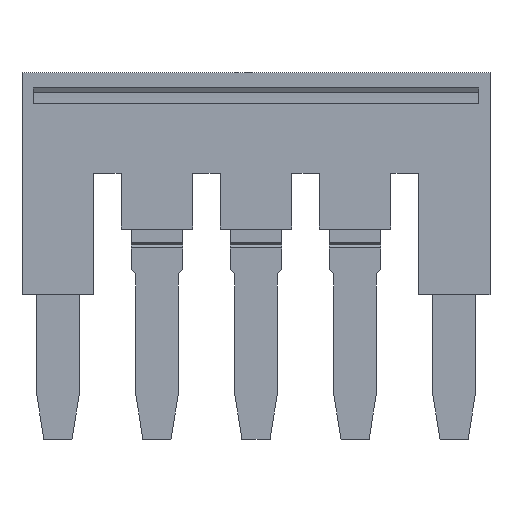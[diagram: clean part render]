
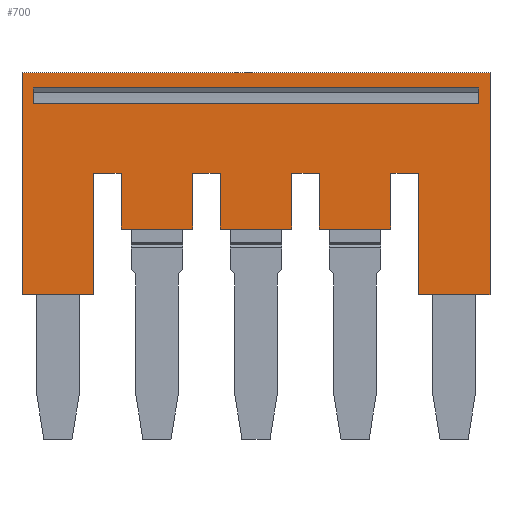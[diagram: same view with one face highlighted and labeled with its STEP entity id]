
A CAD part, front view. The second image highlights one B-rep face of the part: STEP entity #700.
In plain terms, the highlighted face is planar.
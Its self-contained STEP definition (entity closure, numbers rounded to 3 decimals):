
#100=CARTESIAN_POINT('',(5.607,-18.775,43.81));
#101=VERTEX_POINT('',#100);
#102=CARTESIAN_POINT('',(5.607,-15.275,43.81));
#103=VERTEX_POINT('',#102);
#104=CARTESIAN_POINT('',(5.607,-18.775,43.81));
#105=DIRECTION('',(0.,1.,0.));
#106=VECTOR('',#105,3.5);
#107=LINE('',#104,#106);
#108=EDGE_CURVE('',#101,#103,#107,.T.);
#174=CARTESIAN_POINT('',(5.607,-22.875,60.71));
#175=VERTEX_POINT('',#174);
#192=CARTESIAN_POINT('',(5.607,-22.875,56.21));
#193=VERTEX_POINT('',#192);
#200=CARTESIAN_POINT('',(5.607,-22.875,56.21));
#201=DIRECTION('',(0.,0.,1.));
#202=VECTOR('',#201,4.5);
#203=LINE('',#200,#202);
#204=EDGE_CURVE('',#193,#175,#203,.T.);
#261=CARTESIAN_POINT('',(5.607,-9.941,60.01));
#262=VERTEX_POINT('',#261);
#263=CARTESIAN_POINT('',(5.607,-10.939,60.01));
#264=VERTEX_POINT('',#263);
#265=CARTESIAN_POINT('',(5.607,-9.941,60.01));
#266=DIRECTION('',(0.,-1.,0.));
#267=VECTOR('',#266,0.998);
#268=LINE('',#265,#267);
#269=EDGE_CURVE('',#262,#264,#268,.T.);
#420=CARTESIAN_POINT('',(5.607,-15.275,54.51));
#421=VERTEX_POINT('',#420);
#430=CARTESIAN_POINT('',(5.607,-15.275,56.21));
#431=VERTEX_POINT('',#430);
#432=CARTESIAN_POINT('',(5.607,-15.275,56.21));
#433=DIRECTION('',(0.,0.,-1.));
#434=VECTOR('',#433,1.7);
#435=LINE('',#432,#434);
#436=EDGE_CURVE('',#431,#421,#435,.T.);
#535=CARTESIAN_POINT('',(5.607,-7.033,33.72));
#536=DIRECTION('',(-1.,-0.,-0.));
#537=DIRECTION('',(-0.,-1.,0.));
#538=AXIS2_PLACEMENT_3D('',#535,#536,#537);
#539=PLANE('',#538);
#540=CARTESIAN_POINT('',(5.607,-8.975,31.41));
#541=VERTEX_POINT('',#540);
#542=CARTESIAN_POINT('',(5.607,-8.975,60.71));
#543=VERTEX_POINT('',#542);
#544=CARTESIAN_POINT('',(5.607,-8.975,31.41));
#545=DIRECTION('',(-0.,0.,1.));
#546=VECTOR('',#545,29.3);
#547=LINE('',#544,#546);
#548=EDGE_CURVE('',#541,#543,#547,.T.);
#549=ORIENTED_EDGE('',*,*,#548,.T.);
#550=CARTESIAN_POINT('',(5.607,-22.875,60.71));
#551=DIRECTION('',(0.,1.,0.));
#552=VECTOR('',#551,13.9);
#553=LINE('',#550,#552);
#554=EDGE_CURVE('',#175,#543,#553,.T.);
#555=ORIENTED_EDGE('',*,*,#554,.F.);
#556=ORIENTED_EDGE('',*,*,#204,.F.);
#557=CARTESIAN_POINT('',(5.607,-22.875,56.21));
#558=DIRECTION('',(0.,1.,0.));
#559=VECTOR('',#558,7.6);
#560=LINE('',#557,#559);
#561=EDGE_CURVE('',#193,#431,#560,.T.);
#562=ORIENTED_EDGE('',*,*,#561,.T.);
#563=ORIENTED_EDGE('',*,*,#436,.T.);
#564=CARTESIAN_POINT('',(5.607,-18.775,54.51));
#565=VERTEX_POINT('',#564);
#566=CARTESIAN_POINT('',(5.607,-18.775,54.51));
#567=DIRECTION('',(0.,1.,0.));
#568=VECTOR('',#567,3.5);
#569=LINE('',#566,#568);
#570=EDGE_CURVE('',#565,#421,#569,.T.);
#571=ORIENTED_EDGE('',*,*,#570,.F.);
#572=CARTESIAN_POINT('',(5.607,-18.775,50.01));
#573=VERTEX_POINT('',#572);
#574=CARTESIAN_POINT('',(5.607,-18.775,50.01));
#575=DIRECTION('',(0.,0.,1.));
#576=VECTOR('',#575,4.5);
#577=LINE('',#574,#576);
#578=EDGE_CURVE('',#573,#565,#577,.T.);
#579=ORIENTED_EDGE('',*,*,#578,.F.);
#580=CARTESIAN_POINT('',(5.607,-15.275,50.01));
#581=VERTEX_POINT('',#580);
#582=CARTESIAN_POINT('',(5.607,-15.275,50.01));
#583=DIRECTION('',(0.,-1.,0.));
#584=VECTOR('',#583,3.5);
#585=LINE('',#582,#584);
#586=EDGE_CURVE('',#581,#573,#585,.T.);
#587=ORIENTED_EDGE('',*,*,#586,.F.);
#588=CARTESIAN_POINT('',(5.607,-15.275,48.31));
#589=VERTEX_POINT('',#588);
#590=CARTESIAN_POINT('',(5.607,-15.275,50.01));
#591=DIRECTION('',(0.,0.,-1.));
#592=VECTOR('',#591,1.7);
#593=LINE('',#590,#592);
#594=EDGE_CURVE('',#581,#589,#593,.T.);
#595=ORIENTED_EDGE('',*,*,#594,.T.);
#596=CARTESIAN_POINT('',(5.607,-18.775,48.31));
#597=VERTEX_POINT('',#596);
#598=CARTESIAN_POINT('',(5.607,-15.275,48.31));
#599=DIRECTION('',(0.,-1.,0.));
#600=VECTOR('',#599,3.5);
#601=LINE('',#598,#600);
#602=EDGE_CURVE('',#589,#597,#601,.T.);
#603=ORIENTED_EDGE('',*,*,#602,.T.);
#604=CARTESIAN_POINT('',(5.607,-18.775,43.81));
#605=DIRECTION('',(0.,0.,1.));
#606=VECTOR('',#605,4.5);
#607=LINE('',#604,#606);
#608=EDGE_CURVE('',#101,#597,#607,.T.);
#609=ORIENTED_EDGE('',*,*,#608,.F.);
#610=ORIENTED_EDGE('',*,*,#108,.T.);
#611=CARTESIAN_POINT('',(5.607,-15.275,42.11));
#612=VERTEX_POINT('',#611);
#613=CARTESIAN_POINT('',(5.607,-15.275,43.81));
#614=DIRECTION('',(0.,0.,-1.));
#615=VECTOR('',#614,1.7);
#616=LINE('',#613,#615);
#617=EDGE_CURVE('',#103,#612,#616,.T.);
#618=ORIENTED_EDGE('',*,*,#617,.T.);
#619=CARTESIAN_POINT('',(5.607,-18.775,42.11));
#620=VERTEX_POINT('',#619);
#621=CARTESIAN_POINT('',(5.607,-15.275,42.11));
#622=DIRECTION('',(0.,-1.,0.));
#623=VECTOR('',#622,3.5);
#624=LINE('',#621,#623);
#625=EDGE_CURVE('',#612,#620,#624,.T.);
#626=ORIENTED_EDGE('',*,*,#625,.T.);
#627=CARTESIAN_POINT('',(5.607,-18.775,37.61));
#628=VERTEX_POINT('',#627);
#629=CARTESIAN_POINT('',(5.607,-18.775,37.61));
#630=DIRECTION('',(-0.,0.,1.));
#631=VECTOR('',#630,4.5);
#632=LINE('',#629,#631);
#633=EDGE_CURVE('',#628,#620,#632,.T.);
#634=ORIENTED_EDGE('',*,*,#633,.F.);
#635=CARTESIAN_POINT('',(5.607,-15.275,37.61));
#636=VERTEX_POINT('',#635);
#637=CARTESIAN_POINT('',(5.607,-18.775,37.61));
#638=DIRECTION('',(0.,1.,0.));
#639=VECTOR('',#638,3.5);
#640=LINE('',#637,#639);
#641=EDGE_CURVE('',#628,#636,#640,.T.);
#642=ORIENTED_EDGE('',*,*,#641,.T.);
#643=CARTESIAN_POINT('',(5.607,-15.275,35.91));
#644=VERTEX_POINT('',#643);
#645=CARTESIAN_POINT('',(5.607,-15.275,37.61));
#646=DIRECTION('',(0.,0.,-1.));
#647=VECTOR('',#646,1.7);
#648=LINE('',#645,#647);
#649=EDGE_CURVE('',#636,#644,#648,.T.);
#650=ORIENTED_EDGE('',*,*,#649,.T.);
#651=CARTESIAN_POINT('',(5.607,-22.875,35.91));
#652=VERTEX_POINT('',#651);
#653=CARTESIAN_POINT('',(5.607,-15.275,35.91));
#654=DIRECTION('',(0.,-1.,0.));
#655=VECTOR('',#654,7.6);
#656=LINE('',#653,#655);
#657=EDGE_CURVE('',#644,#652,#656,.T.);
#658=ORIENTED_EDGE('',*,*,#657,.T.);
#659=CARTESIAN_POINT('',(5.607,-22.875,31.41));
#660=VERTEX_POINT('',#659);
#661=CARTESIAN_POINT('',(5.607,-22.875,31.41));
#662=DIRECTION('',(0.,0.,1.));
#663=VECTOR('',#662,4.5);
#664=LINE('',#661,#663);
#665=EDGE_CURVE('',#660,#652,#664,.T.);
#666=ORIENTED_EDGE('',*,*,#665,.F.);
#667=CARTESIAN_POINT('',(5.607,-22.875,31.41));
#668=DIRECTION('',(0.,1.,0.));
#669=VECTOR('',#668,13.9);
#670=LINE('',#667,#669);
#671=EDGE_CURVE('',#660,#541,#670,.T.);
#672=ORIENTED_EDGE('',*,*,#671,.T.);
#673=EDGE_LOOP('',(#549,#555,#556,#562,#563,#571,#579,#587,#595,#603,#609,#610,#618,#626,#634,#642,#650,#658,#666,#672));
#674=FACE_BOUND('',#673,.T.);
#675=CARTESIAN_POINT('',(5.607,-9.941,32.11));
#676=VERTEX_POINT('',#675);
#677=CARTESIAN_POINT('',(5.607,-9.941,32.11));
#678=DIRECTION('',(-0.,0.,1.));
#679=VECTOR('',#678,27.9);
#680=LINE('',#677,#679);
#681=EDGE_CURVE('',#676,#262,#680,.T.);
#682=ORIENTED_EDGE('',*,*,#681,.F.);
#683=CARTESIAN_POINT('',(5.607,-10.939,32.11));
#684=VERTEX_POINT('',#683);
#685=CARTESIAN_POINT('',(5.607,-10.939,32.11));
#686=DIRECTION('',(0.,1.,0.));
#687=VECTOR('',#686,0.998);
#688=LINE('',#685,#687);
#689=EDGE_CURVE('',#684,#676,#688,.T.);
#690=ORIENTED_EDGE('',*,*,#689,.F.);
#691=CARTESIAN_POINT('',(5.607,-10.939,60.01));
#692=DIRECTION('',(0.,0.,-1.));
#693=VECTOR('',#692,27.9);
#694=LINE('',#691,#693);
#695=EDGE_CURVE('',#264,#684,#694,.T.);
#696=ORIENTED_EDGE('',*,*,#695,.F.);
#697=ORIENTED_EDGE('',*,*,#269,.F.);
#698=EDGE_LOOP('',(#682,#690,#696,#697));
#699=FACE_BOUND('',#698,.T.);
#700=ADVANCED_FACE('',(#674,#699),#539,.F.);
